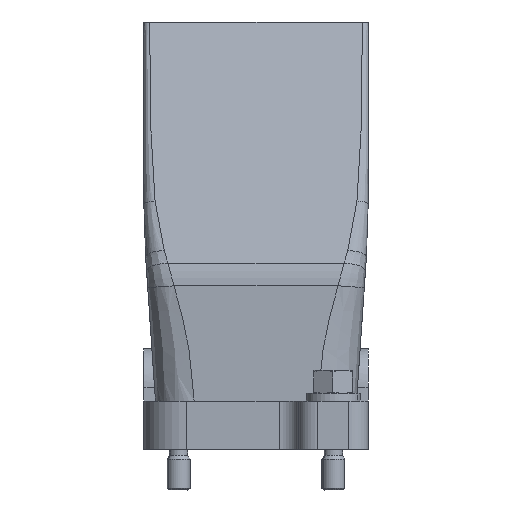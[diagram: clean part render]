
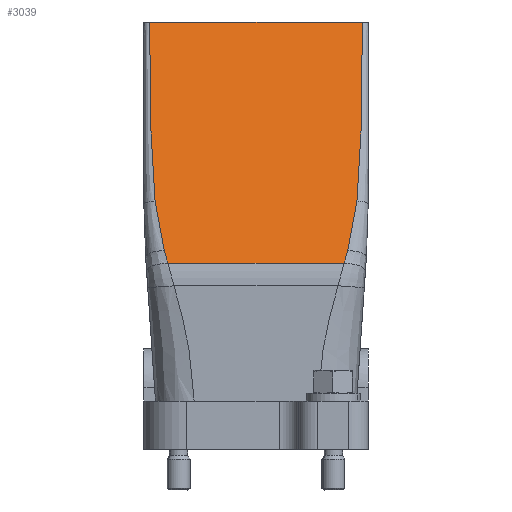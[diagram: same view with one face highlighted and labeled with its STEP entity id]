
A CAD part, front view. The second image highlights one B-rep face of the part: STEP entity #3039.
In plain terms, the highlighted planar face has unit normal (0, -0.956, 0.293).
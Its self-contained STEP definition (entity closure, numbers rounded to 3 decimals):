
#2954=AXIS2_PLACEMENT_3D('Plane Axis2P3D',#2951,#2952,#2953) ;
#1653=CARTESIAN_POINT('Vertex',(1.5,41.,121.)) ;
#1656=CARTESIAN_POINT('Line Origine',(29.,41.,121.)) ;
#1660=CARTESIAN_POINT('Vertex',(56.5,41.,121.)) ;
#2921=CARTESIAN_POINT('Control Point',(55.086,26.79,74.665)) ;
#2922=CARTESIAN_POINT('Control Point',(55.194,27.123,75.75)) ;
#2923=CARTESIAN_POINT('Control Point',(55.292,27.454,76.832)) ;
#2924=CARTESIAN_POINT('Control Point',(55.382,27.784,77.908)) ;
#2925=CARTESIAN_POINT('Control Point',(56.038,30.387,86.394)) ;
#2926=CARTESIAN_POINT('Control Point',(56.308,32.995,94.897)) ;
#2927=CARTESIAN_POINT('Control Point',(56.456,35.272,102.324)) ;
#2928=CARTESIAN_POINT('Control Point',(56.496,37.753,110.413)) ;
#2929=CARTESIAN_POINT('Control Point',(56.5,40.234,118.503)) ;
#2930=CARTESIAN_POINT('Control Point',(56.5,40.485,119.32)) ;
#2931=CARTESIAN_POINT('Control Point',(56.5,40.746,120.173)) ;
#2932=CARTESIAN_POINT('Control Point',(56.5,41.,121.)) ;
#2933=CARTESIAN_POINT('Vertex',(55.086,26.79,74.665)) ;
#2951=CARTESIAN_POINT('Axis2P3D Location',(29.,41.,121.)) ;
#2957=CARTESIAN_POINT('Control Point',(2.914,26.79,74.665)) ;
#2958=CARTESIAN_POINT('Control Point',(2.806,27.123,75.75)) ;
#2959=CARTESIAN_POINT('Control Point',(2.708,27.454,76.832)) ;
#2960=CARTESIAN_POINT('Control Point',(2.618,27.784,77.908)) ;
#2961=CARTESIAN_POINT('Control Point',(1.962,30.387,86.394)) ;
#2962=CARTESIAN_POINT('Control Point',(1.692,32.995,94.897)) ;
#2963=CARTESIAN_POINT('Control Point',(1.544,35.272,102.324)) ;
#2964=CARTESIAN_POINT('Control Point',(1.504,37.753,110.413)) ;
#2965=CARTESIAN_POINT('Control Point',(1.5,40.234,118.503)) ;
#2966=CARTESIAN_POINT('Control Point',(1.5,40.485,119.32)) ;
#2967=CARTESIAN_POINT('Control Point',(1.5,40.746,120.173)) ;
#2968=CARTESIAN_POINT('Control Point',(1.5,41.,121.)) ;
#2969=CARTESIAN_POINT('Vertex',(2.914,26.79,74.665)) ;
#2973=CARTESIAN_POINT('Control Point',(5.285,22.891,61.951)) ;
#2974=CARTESIAN_POINT('Control Point',(4.81,23.416,63.665)) ;
#2975=CARTESIAN_POINT('Control Point',(4.38,23.945,65.39)) ;
#2976=CARTESIAN_POINT('Control Point',(4.003,24.478,67.129)) ;
#2977=CARTESIAN_POINT('Control Point',(3.537,25.261,69.679)) ;
#2978=CARTESIAN_POINT('Control Point',(3.184,26.048,72.246)) ;
#2979=CARTESIAN_POINT('Control Point',(3.085,26.293,73.044)) ;
#2980=CARTESIAN_POINT('Control Point',(2.995,26.541,73.854)) ;
#2981=CARTESIAN_POINT('Control Point',(2.913,26.79,74.665)) ;
#2982=CARTESIAN_POINT('Vertex',(5.285,22.891,61.951)) ;
#2986=CARTESIAN_POINT('Control Point',(6.217,21.879,58.652)) ;
#2987=CARTESIAN_POINT('Control Point',(6.13,21.97,58.951)) ;
#2988=CARTESIAN_POINT('Control Point',(6.044,22.062,59.249)) ;
#2989=CARTESIAN_POINT('Control Point',(5.958,22.154,59.548)) ;
#2990=CARTESIAN_POINT('Control Point',(5.77,22.356,60.207)) ;
#2991=CARTESIAN_POINT('Control Point',(5.584,22.558,60.867)) ;
#2992=CARTESIAN_POINT('Control Point',(5.484,22.669,61.229)) ;
#2993=CARTESIAN_POINT('Control Point',(5.384,22.78,61.59)) ;
#2994=CARTESIAN_POINT('Control Point',(5.285,22.891,61.951)) ;
#2995=CARTESIAN_POINT('Vertex',(6.217,21.879,58.652)) ;
#2998=CARTESIAN_POINT('Line Origine',(29.,21.879,58.652)) ;
#3002=CARTESIAN_POINT('Vertex',(51.783,21.879,58.652)) ;
#3006=CARTESIAN_POINT('Control Point',(51.783,21.879,58.652)) ;
#3007=CARTESIAN_POINT('Control Point',(51.87,21.97,58.951)) ;
#3008=CARTESIAN_POINT('Control Point',(51.956,22.062,59.249)) ;
#3009=CARTESIAN_POINT('Control Point',(52.042,22.154,59.548)) ;
#3010=CARTESIAN_POINT('Control Point',(52.23,22.356,60.207)) ;
#3011=CARTESIAN_POINT('Control Point',(52.416,22.558,60.867)) ;
#3012=CARTESIAN_POINT('Control Point',(52.516,22.669,61.229)) ;
#3013=CARTESIAN_POINT('Control Point',(52.616,22.78,61.59)) ;
#3014=CARTESIAN_POINT('Control Point',(52.715,22.891,61.951)) ;
#3015=CARTESIAN_POINT('Vertex',(52.715,22.891,61.951)) ;
#3019=CARTESIAN_POINT('Control Point',(52.715,22.891,61.951)) ;
#3020=CARTESIAN_POINT('Control Point',(53.19,23.416,63.665)) ;
#3021=CARTESIAN_POINT('Control Point',(53.62,23.945,65.39)) ;
#3022=CARTESIAN_POINT('Control Point',(53.997,24.478,67.129)) ;
#3023=CARTESIAN_POINT('Control Point',(54.463,25.261,69.679)) ;
#3024=CARTESIAN_POINT('Control Point',(54.816,26.048,72.246)) ;
#3025=CARTESIAN_POINT('Control Point',(54.915,26.293,73.044)) ;
#3026=CARTESIAN_POINT('Control Point',(55.005,26.541,73.854)) ;
#3027=CARTESIAN_POINT('Control Point',(55.087,26.79,74.665)) ;
#1657=DIRECTION('Vector Direction',(-1.,0.,0.)) ;
#2952=DIRECTION('Axis2P3D Direction',(0.,0.956,-0.293)) ;
#2953=DIRECTION('Axis2P3D XDirection',(0.,-0.293,-0.956)) ;
#2999=DIRECTION('Vector Direction',(-1.,0.,0.)) ;
#1658=VECTOR('Line Direction',#1657,1.) ;
#3000=VECTOR('Line Direction',#2999,1.) ;
#3030=ORIENTED_EDGE('',*,*,#2971,.T.) ;
#3031=ORIENTED_EDGE('',*,*,#2984,.T.) ;
#3032=ORIENTED_EDGE('',*,*,#2997,.T.) ;
#3033=ORIENTED_EDGE('',*,*,#3004,.F.) ;
#3034=ORIENTED_EDGE('',*,*,#3017,.F.) ;
#3035=ORIENTED_EDGE('',*,*,#3028,.F.) ;
#3036=ORIENTED_EDGE('',*,*,#2935,.F.) ;
#3037=ORIENTED_EDGE('',*,*,#1662,.T.) ;
#3039=ADVANCED_FACE('Hood',(#3038),#2955,.F.) ;
#2920=B_SPLINE_CURVE_WITH_KNOTS('',5,(#2921,#2922,#2923,#2924,#2925,#2926,#2927,#2928,#2929,#2930,#2931,#2932),.UNSPECIFIED.,.F.,.U.,(6,3,3,6),(120.168,130.06,197.185,203.333),.UNSPECIFIED.) ;
#2956=B_SPLINE_CURVE_WITH_KNOTS('',5,(#2957,#2958,#2959,#2960,#2961,#2962,#2963,#2964,#2965,#2966,#2967,#2968),.UNSPECIFIED.,.F.,.U.,(6,3,3,6),(120.168,130.06,197.185,203.333),.UNSPECIFIED.) ;
#2972=B_SPLINE_CURVE_WITH_KNOTS('',5,(#2973,#2974,#2975,#2976,#2977,#2978,#2979,#2980,#2981),.UNSPECIFIED.,.F.,.U.,(6,3,6),(97.865,114.078,121.512),.UNSPECIFIED.) ;
#2985=B_SPLINE_CURVE_WITH_KNOTS('',5,(#2986,#2987,#2988,#2989,#2990,#2991,#2992,#2993,#2994),.UNSPECIFIED.,.F.,.U.,(6,3,6),(90.489,93.275,96.639),.UNSPECIFIED.) ;
#3005=B_SPLINE_CURVE_WITH_KNOTS('',5,(#3006,#3007,#3008,#3009,#3010,#3011,#3012,#3013,#3014),.UNSPECIFIED.,.F.,.U.,(6,3,6),(90.489,93.275,96.639),.UNSPECIFIED.) ;
#3018=B_SPLINE_CURVE_WITH_KNOTS('',5,(#3019,#3020,#3021,#3022,#3023,#3024,#3025,#3026,#3027),.UNSPECIFIED.,.F.,.U.,(6,3,6),(97.865,114.078,121.512),.UNSPECIFIED.) ;
#1662=EDGE_CURVE('',#1661,#1654,#1659,.T.) ;
#2935=EDGE_CURVE('',#1661,#2934,#2920,.F.) ;
#2971=EDGE_CURVE('',#1654,#2970,#2956,.F.) ;
#2984=EDGE_CURVE('',#2970,#2983,#2972,.F.) ;
#2997=EDGE_CURVE('',#2983,#2996,#2985,.F.) ;
#3004=EDGE_CURVE('',#3003,#2996,#3001,.T.) ;
#3017=EDGE_CURVE('',#3016,#3003,#3005,.F.) ;
#3028=EDGE_CURVE('',#2934,#3016,#3018,.F.) ;
#3029=EDGE_LOOP('',(#3030,#3031,#3032,#3033,#3034,#3035,#3036,#3037)) ;
#3038=FACE_OUTER_BOUND('',#3029,.T.) ;
#1659=LINE('Line',#1656,#1658) ;
#3001=LINE('Line',#2998,#3000) ;
#2955=PLANE('',#2954) ;
#1654=VERTEX_POINT('',#1653) ;
#1661=VERTEX_POINT('',#1660) ;
#2934=VERTEX_POINT('',#2933) ;
#2970=VERTEX_POINT('',#2969) ;
#2983=VERTEX_POINT('',#2982) ;
#2996=VERTEX_POINT('',#2995) ;
#3003=VERTEX_POINT('',#3002) ;
#3016=VERTEX_POINT('',#3015) ;
